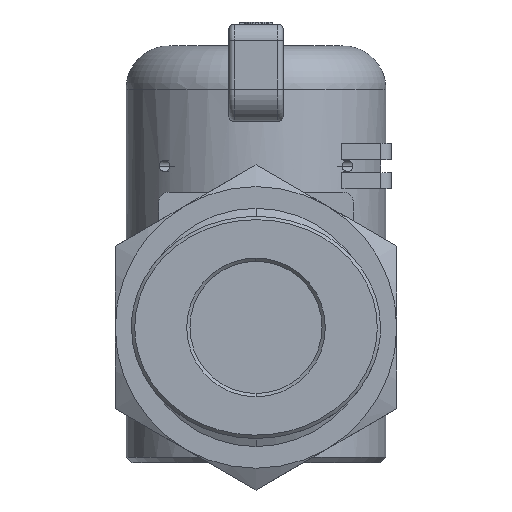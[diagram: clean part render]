
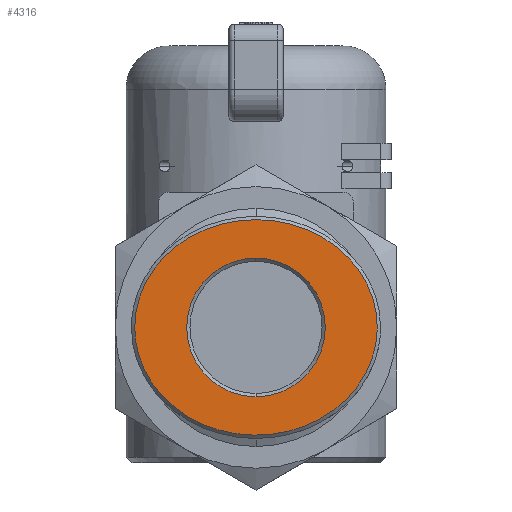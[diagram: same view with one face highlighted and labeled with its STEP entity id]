
A CAD part, front view. The second image highlights one B-rep face of the part: STEP entity #4316.
In plain terms, the highlighted planar face has unit normal (0, -1, 0).
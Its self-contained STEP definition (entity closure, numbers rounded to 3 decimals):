
#1919=CARTESIAN_POINT('',(0.,-47.1,-12.994));
#1920=VERTEX_POINT('',#1919);
#1929=CARTESIAN_POINT('',(0.,-47.1,-0.194));
#1930=VERTEX_POINT('',#1929);
#1931=CARTESIAN_POINT('',(0.0,-47.1,-6.594));
#1932=DIRECTION('',(0.0,-1.0,0.0));
#1933=DIRECTION('',(0.0,0.0,-1.0));
#1934=AXIS2_PLACEMENT_3D('',#1931,#1932,#1933);
#1935=CIRCLE('',#1934,6.4);
#1936=EDGE_CURVE('',#1920,#1930,#1935,.T.);
#4204=CARTESIAN_POINT('',(-11.2,-47.1,-6.594));
#4205=VERTEX_POINT('',#4204);
#4211=CARTESIAN_POINT('',(-11.2,-47.1,-6.594));
#4212=CARTESIAN_POINT('',(-11.2,-47.1,-6.072));
#4213=CARTESIAN_POINT('',(-11.153,-47.1,-5.549));
#4214=CARTESIAN_POINT('',(-10.968,-47.1,-4.515));
#4215=CARTESIAN_POINT('',(-10.83,-47.1,-4.004));
#4216=CARTESIAN_POINT('',(-10.462,-47.1,-3.005));
#4217=CARTESIAN_POINT('',(-10.233,-47.1,-2.517));
#4218=CARTESIAN_POINT('',(-9.689,-47.1,-1.576));
#4219=CARTESIAN_POINT('',(-9.373,-47.1,-1.123));
#4220=CARTESIAN_POINT('',(-8.66,-47.1,-0.263));
#4221=CARTESIAN_POINT('',(-8.263,-47.1,0.143));
#4222=CARTESIAN_POINT('',(-7.395,-47.1,0.897));
#4223=CARTESIAN_POINT('',(-6.924,-47.1,1.244));
#4224=CARTESIAN_POINT('',(-5.92,-47.1,1.869));
#4225=CARTESIAN_POINT('',(-5.386,-47.1,2.146));
#4226=CARTESIAN_POINT('',(-4.27,-47.1,2.62));
#4227=CARTESIAN_POINT('',(-3.687,-47.1,2.817));
#4228=CARTESIAN_POINT('',(-2.489,-47.1,3.123));
#4229=CARTESIAN_POINT('',(-1.874,-47.1,3.231));
#4230=CARTESIAN_POINT('',(-0.629,-47.1,3.355));
#4231=CARTESIAN_POINT('',(0.,-47.1,3.371));
#4232=CARTESIAN_POINT('',(1.253,-47.1,3.309));
#4233=CARTESIAN_POINT('',(1.876,-47.1,3.231));
#4234=CARTESIAN_POINT('',(3.098,-47.1,2.983));
#4235=CARTESIAN_POINT('',(3.697,-47.1,2.814));
#4236=CARTESIAN_POINT('',(4.85,-47.1,2.391));
#4237=CARTESIAN_POINT('',(5.406,-47.1,2.137));
#4238=CARTESIAN_POINT('',(6.457,-47.1,1.554));
#4239=CARTESIAN_POINT('',(6.953,-47.1,1.224));
#4240=CARTESIAN_POINT('',(7.874,-47.1,0.502));
#4241=CARTESIAN_POINT('',(8.299,-47.1,0.109));
#4242=CARTESIAN_POINT('',(9.067,-47.1,-0.729));
#4243=CARTESIAN_POINT('',(9.411,-47.1,-1.174));
#4244=CARTESIAN_POINT('',(10.011,-47.1,-2.101));
#4245=CARTESIAN_POINT('',(10.267,-47.1,-2.584));
#4246=CARTESIAN_POINT('',(10.688,-47.1,-3.575));
#4247=CARTESIAN_POINT('',(10.854,-47.1,-4.084));
#4248=CARTESIAN_POINT('',(11.091,-47.1,-5.114));
#4249=CARTESIAN_POINT('',(11.164,-47.1,-5.636));
#4250=CARTESIAN_POINT('',(11.215,-47.1,-6.682));
#4251=CARTESIAN_POINT('',(11.194,-47.1,-7.207));
#4252=CARTESIAN_POINT('',(11.06,-47.1,-8.246));
#4253=CARTESIAN_POINT('',(10.947,-47.1,-8.762));
#4254=CARTESIAN_POINT('',(10.63,-47.1,-9.773));
#4255=CARTESIAN_POINT('',(10.425,-47.1,-10.268));
#4256=CARTESIAN_POINT('',(9.929,-47.1,-11.228));
#4257=CARTESIAN_POINT('',(9.637,-47.1,-11.691));
#4258=CARTESIAN_POINT('',(8.97,-47.1,-12.576));
#4259=CARTESIAN_POINT('',(8.594,-47.1,-12.996));
#4260=CARTESIAN_POINT('',(7.768,-47.1,-13.782));
#4261=CARTESIAN_POINT('',(7.316,-47.1,-14.147));
#4262=CARTESIAN_POINT('',(6.348,-47.1,-14.81));
#4263=CARTESIAN_POINT('',(5.83,-47.1,-15.107));
#4264=CARTESIAN_POINT('',(4.742,-47.1,-15.625));
#4265=CARTESIAN_POINT('',(4.171,-47.1,-15.845));
#4266=CARTESIAN_POINT('',(2.992,-47.1,-16.199));
#4267=CARTESIAN_POINT('',(2.384,-47.1,-16.332));
#4268=CARTESIAN_POINT('',(1.149,-47.1,-16.508));
#4269=CARTESIAN_POINT('',(0.522,-47.1,-16.549));
#4270=CARTESIAN_POINT('',(-0.733,-47.1,-16.539));
#4271=CARTESIAN_POINT('',(-1.36,-47.1,-16.487));
#4272=CARTESIAN_POINT('',(-2.594,-47.1,-16.29));
#4273=CARTESIAN_POINT('',(-3.201,-47.1,-16.145));
#4274=CARTESIAN_POINT('',(-4.377,-47.1,-15.769));
#4275=CARTESIAN_POINT('',(-4.946,-47.1,-15.538));
#4276=CARTESIAN_POINT('',(-6.029,-47.1,-14.997));
#4277=CARTESIAN_POINT('',(-6.543,-47.1,-14.688));
#4278=CARTESIAN_POINT('',(-7.503,-47.1,-14.001));
#4279=CARTESIAN_POINT('',(-7.949,-47.1,-13.625));
#4280=CARTESIAN_POINT('',(-8.761,-47.1,-12.816));
#4281=CARTESIAN_POINT('',(-9.128,-47.1,-12.385));
#4282=CARTESIAN_POINT('',(-9.775,-47.1,-11.479));
#4283=CARTESIAN_POINT('',(-10.056,-47.1,-11.006));
#4284=CARTESIAN_POINT('',(-10.528,-47.1,-10.03));
#4285=CARTESIAN_POINT('',(-10.719,-47.1,-9.527));
#4286=CARTESIAN_POINT('',(-10.975,-47.1,-8.619));
#4287=CARTESIAN_POINT('',(-11.059,-47.1,-8.218));
#4288=CARTESIAN_POINT('',(-11.172,-47.1,-7.409));
#4289=CARTESIAN_POINT('',(-11.2,-47.1,-7.002));
#4290=CARTESIAN_POINT('',(-11.2,-47.1,-6.594));
#4291=B_SPLINE_CURVE_WITH_KNOTS('',3,(#4211,#4212,#4213,#4214,#4215,#4216,#4217,#4218,#4219,#4220,#4221,#4222,#4223,#4224,#4225,#4226,#4227,#4228,#4229,#4230,#4231,#4232,#4233,#4234,#4235,#4236,#4237,#4238,#4239,#4240,#4241,#4242,#4243,#4244,#4245,#4246,#4247,#4248,#4249,#4250,#4251,#4252,#4253,#4254,#4255,#4256,#4257,#4258,#4259,#4260,#4261,#4262,#4263,#4264,#4265,#4266,#4267,#4268,#4269,#4270,#4271,#4272,#4273,#4274,#4275,#4276,#4277,#4278,#4279,#4280,#4281,#4282,#4283,#4284,#4285,#4286,#4287,#4288,#4289,#4290),.UNSPECIFIED.,.T.,.U.,(4,2,2,2,2,2,2,2,2,2,2,2,2,2,2,2,2,2,2,2,2,2,2,2,2,2,2,2,2,2,2,2,2,2,2,2,2,2,2,4),(0.0,0.158,0.317,0.476,0.636,0.798,0.961,1.126,1.292,1.459,1.627,1.794,1.961,2.128,2.293,2.457,2.619,2.78,2.939,3.098,3.256,3.414,3.573,3.733,3.895,4.058,4.222,4.388,4.554,4.722,4.889,5.057,5.223,5.389,5.553,5.716,5.877,6.037,6.16,6.283),.UNSPECIFIED.);
#4292=EDGE_CURVE('',#4205,#4205,#4291,.T.);
#4298=CARTESIAN_POINT('',(-11.5,-47.1,-6.594));
#4299=DIRECTION('',(0.0,-1.0,0.0));
#4300=DIRECTION('',(0.0,0.0,-1.0));
#4301=AXIS2_PLACEMENT_3D('',#4298,#4299,#4300);
#4302=PLANE('',#4301);
#4303=ORIENTED_EDGE('',*,*,#4292,.F.);
#4304=EDGE_LOOP('',(#4303));
#4305=FACE_OUTER_BOUND('',#4304,.T.);
#4306=CARTESIAN_POINT('',(0.0,-47.1,-6.594));
#4307=DIRECTION('',(0.0,-1.0,0.0));
#4308=DIRECTION('',(0.0,0.0,-1.0));
#4309=AXIS2_PLACEMENT_3D('',#4306,#4307,#4308);
#4310=CIRCLE('',#4309,6.4);
#4311=EDGE_CURVE('',#1930,#1920,#4310,.T.);
#4312=ORIENTED_EDGE('',*,*,#4311,.F.);
#4313=ORIENTED_EDGE('',*,*,#1936,.F.);
#4314=EDGE_LOOP('',(#4312,#4313));
#4315=FACE_BOUND('',#4314,.T.);
#4316=ADVANCED_FACE('',(#4305,#4315),#4302,.T.);
